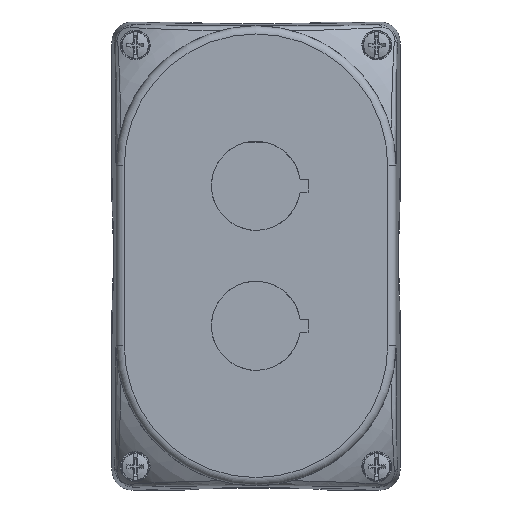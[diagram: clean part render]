
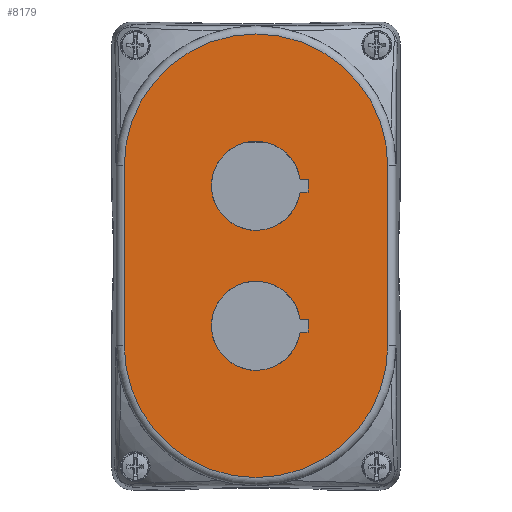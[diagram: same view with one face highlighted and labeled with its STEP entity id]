
A CAD part, top view. The second image highlights one B-rep face of the part: STEP entity #8179.
In plain terms, the highlighted planar face has unit normal (0, 0, 1).
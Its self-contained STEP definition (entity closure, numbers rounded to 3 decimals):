
#1156=FACE_BOUND('',#10190,.T.);
#1157=FACE_BOUND('',#10191,.T.);
#1158=FACE_BOUND('',#10192,.T.);
#2413=PLANE('',#26337);
#3097=LINE('',#38837,#5675);
#3098=LINE('',#38841,#5676);
#3099=LINE('',#38842,#5677);
#3100=LINE('',#38847,#5678);
#3101=LINE('',#38849,#5679);
#3102=LINE('',#38850,#5680);
#3103=LINE('',#38855,#5681);
#3104=LINE('',#38857,#5682);
#5675=VECTOR('',#28237,1.);
#5676=VECTOR('',#28240,1.);
#5677=VECTOR('',#28241,1.);
#5678=VECTOR('',#28244,1.);
#5679=VECTOR('',#28245,1.);
#5680=VECTOR('',#28246,1.);
#5681=VECTOR('',#28249,1.);
#5682=VECTOR('',#28250,1.);
#8179=ADVANCED_FACE('',(#1156,#1157,#1158),#2413,.T.);
#10190=EDGE_LOOP('',(#11654,#11655,#11656,#11657));
#10191=EDGE_LOOP('',(#11658,#11659,#11660,#11661));
#10192=EDGE_LOOP('',(#11662,#11663,#11664,#11665));
#11654=ORIENTED_EDGE('',*,*,#21458,.F.);
#11655=ORIENTED_EDGE('',*,*,#21459,.F.);
#11656=ORIENTED_EDGE('',*,*,#21460,.F.);
#11657=ORIENTED_EDGE('',*,*,#21461,.F.);
#11658=ORIENTED_EDGE('',*,*,#21462,.T.);
#11659=ORIENTED_EDGE('',*,*,#21463,.T.);
#11660=ORIENTED_EDGE('',*,*,#21464,.T.);
#11661=ORIENTED_EDGE('',*,*,#21465,.T.);
#11662=ORIENTED_EDGE('',*,*,#21466,.T.);
#11663=ORIENTED_EDGE('',*,*,#21467,.T.);
#11664=ORIENTED_EDGE('',*,*,#21468,.T.);
#11665=ORIENTED_EDGE('',*,*,#21469,.T.);
#18060=VERTEX_POINT('',#38835);
#18061=VERTEX_POINT('',#38836);
#18062=VERTEX_POINT('',#38838);
#18063=VERTEX_POINT('',#38840);
#18064=VERTEX_POINT('',#38843);
#18065=VERTEX_POINT('',#38844);
#18066=VERTEX_POINT('',#38846);
#18067=VERTEX_POINT('',#38848);
#18068=VERTEX_POINT('',#38851);
#18069=VERTEX_POINT('',#38852);
#18070=VERTEX_POINT('',#38854);
#18071=VERTEX_POINT('',#38856);
#21458=EDGE_CURVE('',#18060,#18061,#25668,.T.);
#21459=EDGE_CURVE('',#18062,#18060,#3097,.T.);
#21460=EDGE_CURVE('',#18063,#18062,#25669,.T.);
#21461=EDGE_CURVE('',#18061,#18063,#3098,.T.);
#21462=EDGE_CURVE('',#18064,#18065,#3099,.T.);
#21463=EDGE_CURVE('',#18065,#18066,#25670,.T.);
#21464=EDGE_CURVE('',#18066,#18067,#3100,.T.);
#21465=EDGE_CURVE('',#18067,#18064,#3101,.T.);
#21466=EDGE_CURVE('',#18068,#18069,#3102,.T.);
#21467=EDGE_CURVE('',#18069,#18070,#25671,.T.);
#21468=EDGE_CURVE('',#18070,#18071,#3103,.T.);
#21469=EDGE_CURVE('',#18071,#18068,#3104,.T.);
#25668=CIRCLE('',#26333,32.951);
#25669=CIRCLE('',#26334,32.951);
#25670=CIRCLE('',#26335,11.15);
#25671=CIRCLE('',#26336,11.15);
#26333=AXIS2_PLACEMENT_3D('',#38834,#28235,#28236);
#26334=AXIS2_PLACEMENT_3D('',#38839,#28238,#28239);
#26335=AXIS2_PLACEMENT_3D('',#38845,#28242,#28243);
#26336=AXIS2_PLACEMENT_3D('',#38853,#28247,#28248);
#26337=AXIS2_PLACEMENT_3D('',#38858,#28251,#28252);
#28235=DIRECTION('',(0.,0.,-1.));
#28236=DIRECTION('',(0.,-1.,0.));
#28237=DIRECTION('',(0.,-1.,0.));
#28238=DIRECTION('',(0.,0.,-1.));
#28239=DIRECTION('',(0.,1.,0.));
#28240=DIRECTION('',(0.,1.,0.));
#28241=DIRECTION('',(-1.,0.,0.));
#28242=DIRECTION('',(0.,0.,-1.));
#28243=DIRECTION('',(1.,0.,0.));
#28244=DIRECTION('',(1.,0.,0.));
#28245=DIRECTION('',(0.,-1.,0.));
#28246=DIRECTION('',(-1.,0.,0.));
#28247=DIRECTION('',(0.,0.,-1.));
#28248=DIRECTION('',(1.,0.,0.));
#28249=DIRECTION('',(1.,0.,0.));
#28250=DIRECTION('',(0.,-1.,0.));
#28251=DIRECTION('',(0.,0.,1.));
#28252=DIRECTION('',(-1.,0.,0.));
#38834=CARTESIAN_POINT('',(0.,-22.5,32.));
#38835=CARTESIAN_POINT('',(32.951,-22.5,32.));
#38836=CARTESIAN_POINT('',(-32.951,-22.5,32.));
#38837=CARTESIAN_POINT('',(32.951,29.25,32.));
#38838=CARTESIAN_POINT('',(32.951,22.5,32.));
#38839=CARTESIAN_POINT('',(0.,22.5,32.));
#38840=CARTESIAN_POINT('',(-32.951,22.5,32.));
#38841=CARTESIAN_POINT('',(-32.951,-29.25,32.));
#38842=CARTESIAN_POINT('',(6.5,15.9,32.));
#38843=CARTESIAN_POINT('',(13.,15.9,32.));
#38844=CARTESIAN_POINT('',(11.035,15.9,32.));
#38845=CARTESIAN_POINT('',(0.,17.5,32.));
#38846=CARTESIAN_POINT('',(11.035,19.1,32.));
#38847=CARTESIAN_POINT('',(5.517,19.1,32.));
#38848=CARTESIAN_POINT('',(13.,19.1,32.));
#38849=CARTESIAN_POINT('',(13.,9.55,32.));
#38850=CARTESIAN_POINT('',(6.5,-19.1,32.));
#38851=CARTESIAN_POINT('',(13.,-19.1,32.));
#38852=CARTESIAN_POINT('',(11.035,-19.1,32.));
#38853=CARTESIAN_POINT('',(0.,-17.5,32.));
#38854=CARTESIAN_POINT('',(11.035,-15.9,32.));
#38855=CARTESIAN_POINT('',(5.517,-15.9,32.));
#38856=CARTESIAN_POINT('',(13.,-15.9,32.));
#38857=CARTESIAN_POINT('',(13.,-7.95,32.));
#38858=CARTESIAN_POINT('',(0.,0.,32.));
